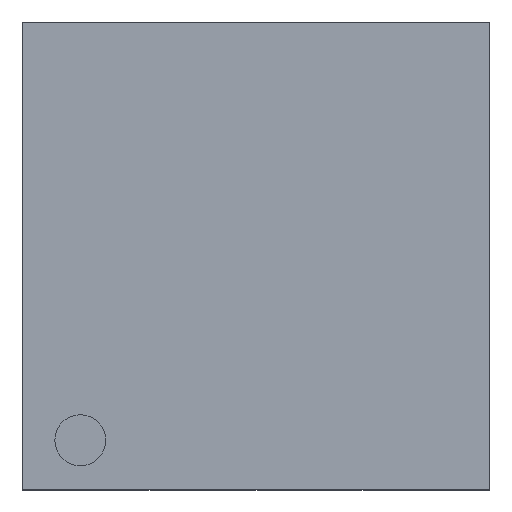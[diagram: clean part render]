
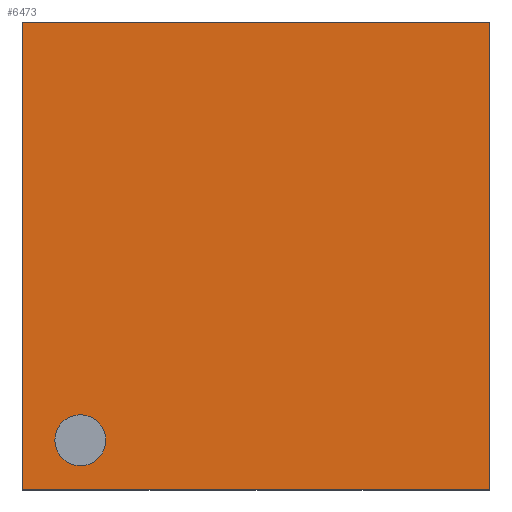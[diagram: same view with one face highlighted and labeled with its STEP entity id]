
A CAD part, top view. The second image highlights one B-rep face of the part: STEP entity #6473.
In plain terms, the highlighted planar face has unit normal (0, 0, 1).
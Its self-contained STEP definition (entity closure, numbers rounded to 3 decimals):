
#361 = FACE_OUTER_BOUND ( 'NONE', #2411, .T. ) ;
#371 = CIRCLE ( 'NONE', #4148, 0.28 ) ;
#823 = EDGE_CURVE ( 'NONE', #8504, #1738, #13839, .T. ) ;
#1079 = ORIENTED_EDGE ( 'NONE', *, *, #4868, .F. ) ;
#1395 = VERTEX_POINT ( 'NONE', #2586 ) ;
#1607 = CARTESIAN_POINT ( 'NONE',  ( 2.575, 0., 0.8 ) ) ;
#1636 = EDGE_CURVE ( 'NONE', #5634, #5357, #11086, .T. ) ;
#1724 = DIRECTION ( 'NONE',  ( 0., 0., 1. ) ) ;
#1738 = VERTEX_POINT ( 'NONE', #15101 ) ;
#1775 = FACE_BOUND ( 'NONE', #13077, .T. ) ;
#1855 = PLANE ( 'NONE',  #4862 ) ;
#1933 = VECTOR ( 'NONE', #8845, 1000. ) ;
#2411 = EDGE_LOOP ( 'NONE', ( #5597, #15071, #8853, #9522 ) ) ;
#2586 = CARTESIAN_POINT ( 'NONE',  ( -2.214, -2.029, 0.8 ) ) ;
#2627 = ORIENTED_EDGE ( 'NONE', *, *, #6205, .F. ) ;
#3329 = CARTESIAN_POINT ( 'NONE',  ( 0., 0., 0.8 ) ) ;
#3703 = DIRECTION ( 'NONE',  ( 1., 0., 0. ) ) ;
#3896 = DIRECTION ( 'NONE',  ( 0., 1., 0. ) ) ;
#3984 = VECTOR ( 'NONE', #15204, 1000. ) ;
#4148 = AXIS2_PLACEMENT_3D ( 'NONE', #10304, #1724, #12604 ) ;
#4302 = CARTESIAN_POINT ( 'NONE',  ( -2.575, 2.575, 0.8 ) ) ;
#4655 = DIRECTION ( 'NONE',  ( 0., 0., 1. ) ) ;
#4862 = AXIS2_PLACEMENT_3D ( 'NONE', #3329, #15339, #12898 ) ;
#4868 = EDGE_CURVE ( 'NONE', #1395, #6321, #12480, .T. ) ;
#5081 = CARTESIAN_POINT ( 'NONE',  ( -2.575, 0., 0.8 ) ) ;
#5304 = CARTESIAN_POINT ( 'NONE',  ( -2.575, -2.575, 0.8 ) ) ;
#5357 = VERTEX_POINT ( 'NONE', #4302 ) ;
#5411 = AXIS2_PLACEMENT_3D ( 'NONE', #15461, #4655, #9454 ) ;
#5597 = ORIENTED_EDGE ( 'NONE', *, *, #1636, .F. ) ;
#5634 = VERTEX_POINT ( 'NONE', #5304 ) ;
#6205 = EDGE_CURVE ( 'NONE', #6321, #1395, #371, .T. ) ;
#6321 = VERTEX_POINT ( 'NONE', #9732 ) ;
#6473 = ADVANCED_FACE ( 'NONE', ( #1775, #361 ), #1855, .T. ) ;
#8477 = EDGE_CURVE ( 'NONE', #5634, #8504, #13511, .T. ) ;
#8504 = VERTEX_POINT ( 'NONE', #8518 ) ;
#8518 = CARTESIAN_POINT ( 'NONE',  ( 2.575, -2.575, 0.8 ) ) ;
#8845 = DIRECTION ( 'NONE',  ( 0., 1., 0. ) ) ;
#8853 = ORIENTED_EDGE ( 'NONE', *, *, #823, .T. ) ;
#9454 = DIRECTION ( 'NONE',  ( 1., 0., 0. ) ) ;
#9522 = ORIENTED_EDGE ( 'NONE', *, *, #14424, .F. ) ;
#9558 = CARTESIAN_POINT ( 'NONE',  ( 0., 2.575, 0.8 ) ) ;
#9732 = CARTESIAN_POINT ( 'NONE',  ( -1.653, -2.029, 0.8 ) ) ;
#10304 = CARTESIAN_POINT ( 'NONE',  ( -1.933, -2.029, 0.8 ) ) ;
#11086 = LINE ( 'NONE', #5081, #14200 ) ;
#12318 = CARTESIAN_POINT ( 'NONE',  ( 0., -2.575, 0.8 ) ) ;
#12480 = CIRCLE ( 'NONE', #5411, 0.28 ) ;
#12604 = DIRECTION ( 'NONE',  ( 1., 0., 0. ) ) ;
#12693 = LINE ( 'NONE', #9558, #3984 ) ;
#12898 = DIRECTION ( 'NONE',  ( 1., 0., 0. ) ) ;
#13077 = EDGE_LOOP ( 'NONE', ( #2627, #1079 ) ) ;
#13511 = LINE ( 'NONE', #12318, #14216 ) ;
#13839 = LINE ( 'NONE', #1607, #1933 ) ;
#14200 = VECTOR ( 'NONE', #3896, 1000. ) ;
#14216 = VECTOR ( 'NONE', #3703, 1000. ) ;
#14424 = EDGE_CURVE ( 'NONE', #5357, #1738, #12693, .T. ) ;
#15071 = ORIENTED_EDGE ( 'NONE', *, *, #8477, .T. ) ;
#15101 = CARTESIAN_POINT ( 'NONE',  ( 2.575, 2.575, 0.8 ) ) ;
#15204 = DIRECTION ( 'NONE',  ( 1., 0., 0. ) ) ;
#15339 = DIRECTION ( 'NONE',  ( 0., 0., 1. ) ) ;
#15461 = CARTESIAN_POINT ( 'NONE',  ( -1.933, -2.029, 0.8 ) ) ;
